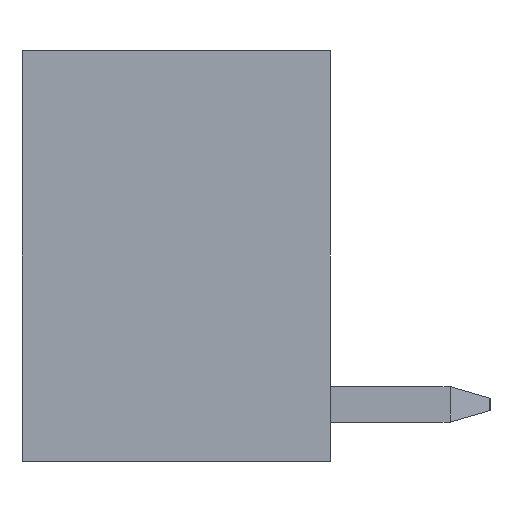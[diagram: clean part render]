
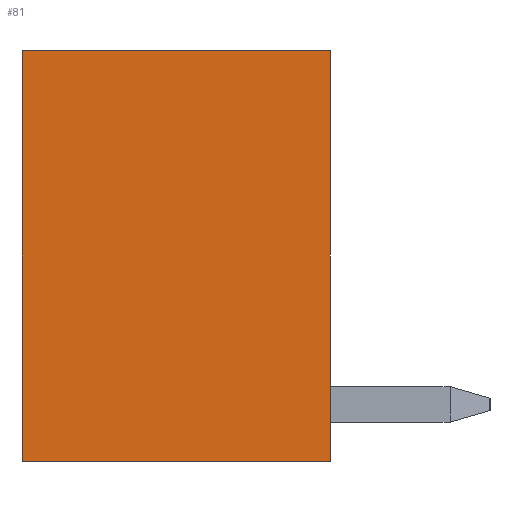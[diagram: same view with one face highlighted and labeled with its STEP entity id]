
A CAD part, left-side view. The second image highlights one B-rep face of the part: STEP entity #81.
In plain terms, the highlighted planar face has unit normal (-1, 0, 0).
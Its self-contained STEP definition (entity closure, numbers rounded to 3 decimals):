
#81=ADVANCED_FACE('',(#485),#486,.T.);
#485=FACE_OUTER_BOUND('',#1280,.T.);
#486=PLANE('',#1281);
#1280=EDGE_LOOP('',(#2197,#2198,#2199,#2200));
#1281=AXIS2_PLACEMENT_3D('',#2201,#2202,#2203);
#2197=ORIENTED_EDGE('',*,*,#5152,.T.);
#2198=ORIENTED_EDGE('',*,*,#5153,.T.);
#2199=ORIENTED_EDGE('',*,*,#5154,.F.);
#2200=ORIENTED_EDGE('',*,*,#5025,.F.);
#2201=CARTESIAN_POINT('',(-16.447,6.858,4.572));
#2202=DIRECTION('',(-1.0,0.0,0.0));
#2203=DIRECTION('',(0.0,0.0,1.0));
#5025=EDGE_CURVE('',#6002,#5997,#6004,.T.);
#5152=EDGE_CURVE('',#6002,#6257,#6258,.T.);
#5153=EDGE_CURVE('',#6257,#6259,#6260,.T.);
#5154=EDGE_CURVE('',#5997,#6259,#6261,.T.);
#5997=VERTEX_POINT('',#7493);
#6002=VERTEX_POINT('',#7500);
#6004=LINE('',#7503,#7504);
#6257=VERTEX_POINT('',#7874);
#6258=LINE('',#7875,#7876);
#6259=VERTEX_POINT('',#7877);
#6260=LINE('',#7878,#7879);
#6261=LINE('',#7880,#7881);
#7493=CARTESIAN_POINT('',(-16.447,0.0,4.572));
#7500=CARTESIAN_POINT('',(-16.447,6.858,4.572));
#7503=CARTESIAN_POINT('',(-16.447,6.858,4.572));
#7504=VECTOR('',#9850,6.858);
#7874=CARTESIAN_POINT('',(-16.447,6.858,-4.572));
#7875=CARTESIAN_POINT('',(-16.447,6.858,4.572));
#7876=VECTOR('',#9995,9.144);
#7877=CARTESIAN_POINT('',(-16.447,0.0,-4.572));
#7878=CARTESIAN_POINT('',(-16.447,6.858,-4.572));
#7879=VECTOR('',#9996,6.858);
#7880=CARTESIAN_POINT('',(-16.447,0.0,4.572));
#7881=VECTOR('',#9997,9.144);
#9850=DIRECTION('',(0.0,-1.0,0.0));
#9995=DIRECTION('',(0.0,0.0,-1.0));
#9996=DIRECTION('',(0.0,-1.0,0.0));
#9997=DIRECTION('',(0.0,0.0,-1.0));
